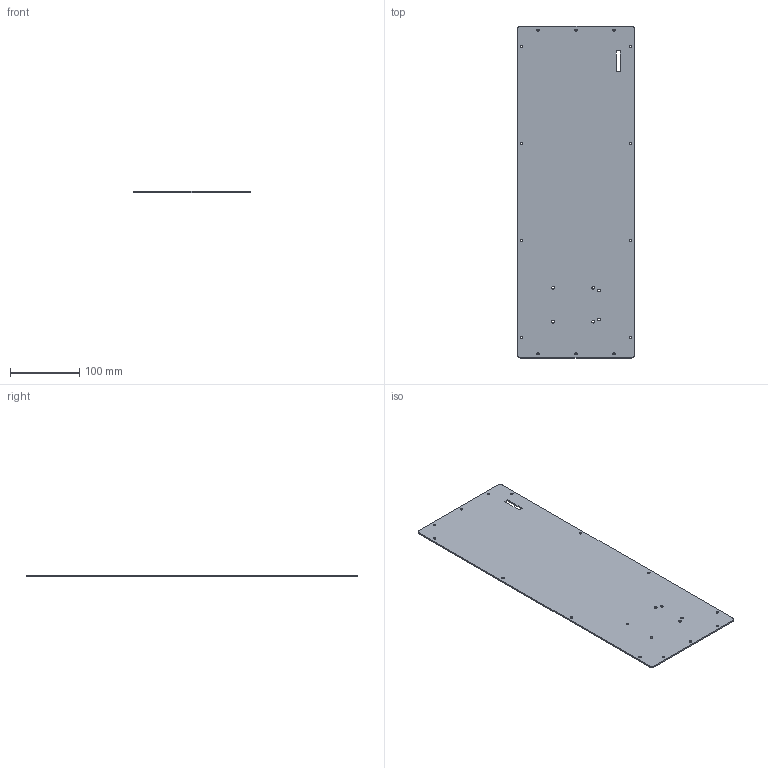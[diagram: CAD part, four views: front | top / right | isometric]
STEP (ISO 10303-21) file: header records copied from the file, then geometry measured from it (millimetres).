
FILE_DESCRIPTION(('FreeCAD Model'),'2;1');
FILE_NAME('electronics_cover_v0.4_PP-MP0109_rev_1.step','2015-11-25T10:09:35',('Author'),(''), 'Open CASCADE STEP processor 6.7','FreeCAD','Unknown');
FILE_SCHEMA(('AUTOMOTIVE_DESIGN_CC2 { 1 2 10303 214 -1 1 5 4 }'));
Length unit declared in the file: millimetre
Products named in the file (2): ASSEMBLY; Pocket002
Assembly tree (1 placements, depth 2):
  ASSEMBLY
    Pocket002
Bounding box: 170 x 480 x 2.03 mm (x, y, z)
Volume: 164842.9 mm3; surface area: 165622.2 mm2
Topology: 1 solids, 1 shells, 34 faces, 96 edges, 64 vertices
Faces by surface type: cylinder 24, plane 10
Full cylindrical faces by diameter (mm): 3.3 x14, 4 x6
Entity records: 2491 total; most frequent: DIRECTION 400, CARTESIAN_POINT 396, ORIENTED_EDGE 192, PCURVE 192, DEFINITIONAL_REPRESENTATION 192, LINE 184, VECTOR 184, EDGE_CURVE 96
